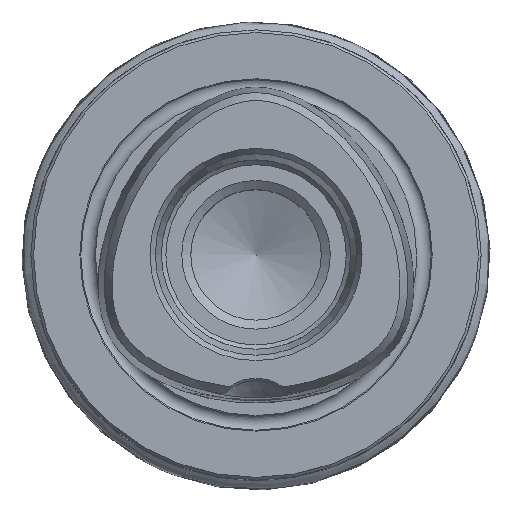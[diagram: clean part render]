
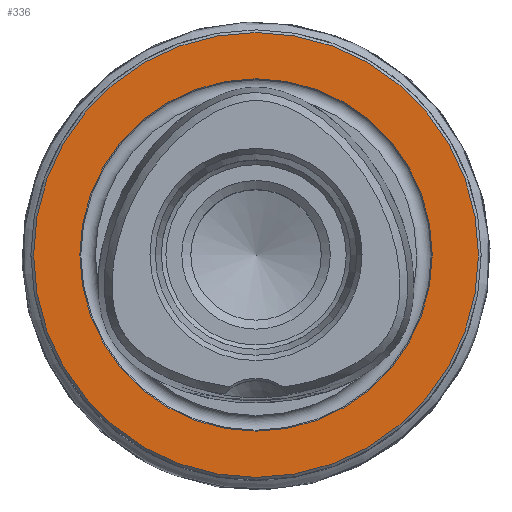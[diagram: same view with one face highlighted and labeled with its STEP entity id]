
A CAD part, top view. The second image highlights one B-rep face of the part: STEP entity #336.
In plain terms, the highlighted planar face has unit normal (0, 0, 1).
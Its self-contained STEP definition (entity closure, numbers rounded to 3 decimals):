
#250=PLANE('',#1316);
#336=ADVANCED_FACE('CU_E_LO_SU_1',(#449,#450),#250,.F.);
#449=FACE_BOUND('',#550,.T.);
#450=FACE_BOUND('',#551,.T.);
#550=EDGE_LOOP('',(#716));
#551=EDGE_LOOP('',(#717));
#716=ORIENTED_EDGE('',*,*,#1062,.F.);
#717=ORIENTED_EDGE('',*,*,#1061,.T.);
#954=VERTEX_POINT('',#7571);
#955=VERTEX_POINT('',#7574);
#1061=EDGE_CURVE('',#954,#954,#1143,.T.);
#1062=EDGE_CURVE('',#955,#955,#1144,.T.);
#1143=CIRCLE('',#1313,24.7);
#1144=CIRCLE('',#1315,19.564);
#1313=AXIS2_PLACEMENT_3D('',#7570,#1516,#1517);
#1315=AXIS2_PLACEMENT_3D('',#7573,#1520,#1521);
#1316=AXIS2_PLACEMENT_3D('',#7575,#1522,#1523);
#1516=DIRECTION('',(0.,0.,1.));
#1517=DIRECTION('',(1.,0.,0.));
#1520=DIRECTION('',(0.,0.,1.));
#1521=DIRECTION('',(1.,0.,0.));
#1522=DIRECTION('',(0.,0.,-1.));
#1523=DIRECTION('',(-1.,0.,0.));
#7570=CARTESIAN_POINT('',(0.,0.,0.));
#7571=CARTESIAN_POINT('',(24.7,0.,0.));
#7573=CARTESIAN_POINT('',(0.,0.,0.));
#7574=CARTESIAN_POINT('',(19.564,0.,0.));
#7575=CARTESIAN_POINT('',(0.,-24.7,0.));
